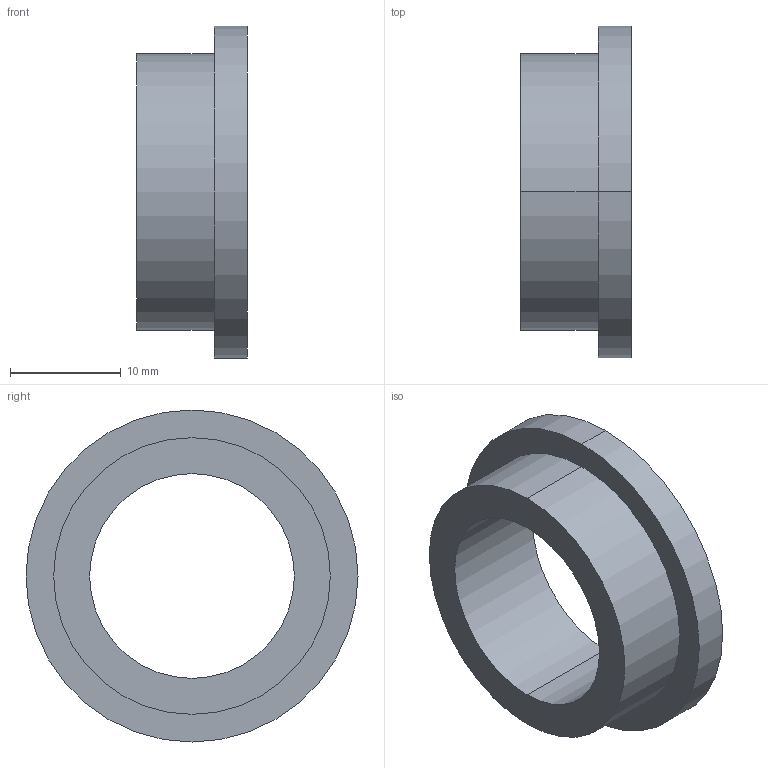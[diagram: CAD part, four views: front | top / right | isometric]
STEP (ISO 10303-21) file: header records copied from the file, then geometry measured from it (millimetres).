
FILE_DESCRIPTION(('Creo Elements/Direct Modeling STEP Export'),'2;1');
FILE_NAME('model.stp','2018-06-05T14:36:58',(''),(''),'Creo Elements/Direct Modeling STEP processor for AP214 (Solid Model)','Creo Elements/Direct Modeling 18.1I 14-Aug-2016 (C) Parametric Technology GmbH','');
FILE_SCHEMA(('AUTOMOTIVE_DESIGN { 1 0 10303 214 1 1 1 1 }'));
Length unit declared in the file: millimetre
Products named in the file (2): REDUC_M_KV_M25_M20-select
Assembly tree (1 placements, depth 2):
  REDUC_M_KV_M25_M20-select
    REDUC_M_KV_M25_M20-select
Bounding box: 10 x 30 x 30 mm (x, y, z)
Volume: 2868.7 mm3; surface area: 2289.8 mm2
Topology: 1 solids, 1 shells, 9 faces, 18 edges, 12 vertices
Faces by surface type: cylinder 6, plane 3
Entity records: 335 total; most frequent: DIRECTION 40, ORIENTED_EDGE 36, CARTESIAN_POINT 35, EDGE_CURVE 18, AXIS2_PLACEMENT_3D 17, VERTEX_POINT 12, EDGE_LOOP 12, COLOUR_RGB 10
